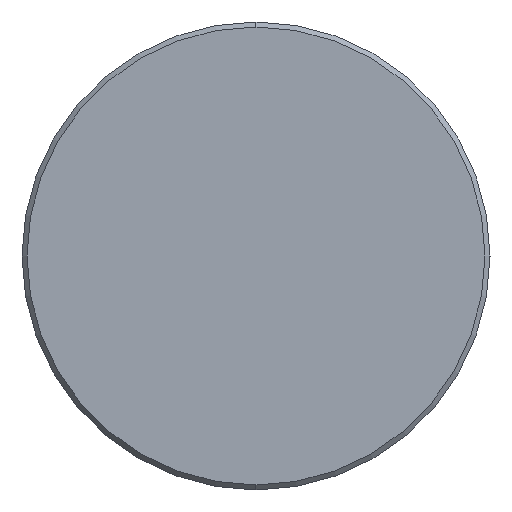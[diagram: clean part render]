
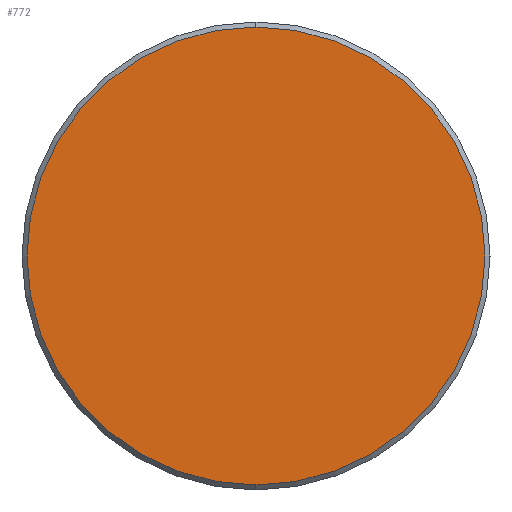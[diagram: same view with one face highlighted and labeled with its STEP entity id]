
A CAD part, left-side view. The second image highlights one B-rep face of the part: STEP entity #772.
In plain terms, the highlighted planar face has unit normal (-1, 0, 0).
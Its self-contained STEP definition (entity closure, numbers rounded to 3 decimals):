
#6 = DIRECTION ( 'NONE',  ( 0., 0., -1. ) ) ;
#117 = CARTESIAN_POINT ( 'NONE',  ( 0., 0., 13.7 ) ) ;
#146 = ORIENTED_EDGE ( 'NONE', *, *, #239, .T. ) ;
#185 = EDGE_LOOP ( 'NONE', ( #146, #491 ) ) ;
#191 = CARTESIAN_POINT ( 'NONE',  ( 0., 0., -13.7 ) ) ;
#230 = DIRECTION ( 'NONE',  ( 0., 0., 1. ) ) ;
#235 = FACE_OUTER_BOUND ( 'NONE', #185, .T. ) ;
#239 = EDGE_CURVE ( 'NONE', #787, #498, #347, .T. ) ;
#284 = CARTESIAN_POINT ( 'NONE',  ( 0., 0., 0. ) ) ;
#308 = DIRECTION ( 'NONE',  ( 1., 0., 0. ) ) ;
#332 = AXIS2_PLACEMENT_3D ( 'NONE', #379, #308, #6 ) ;
#347 = CIRCLE ( 'NONE', #762, 13.7 ) ;
#353 = AXIS2_PLACEMENT_3D ( 'NONE', #373, #489, #557 ) ;
#373 = CARTESIAN_POINT ( 'NONE',  ( 0., 0., 0. ) ) ;
#379 = CARTESIAN_POINT ( 'NONE',  ( 0., 0., 0. ) ) ;
#489 = DIRECTION ( 'NONE',  ( -1., 0., 0. ) ) ;
#491 = ORIENTED_EDGE ( 'NONE', *, *, #536, .T. ) ;
#498 = VERTEX_POINT ( 'NONE', #117 ) ;
#536 = EDGE_CURVE ( 'NONE', #498, #787, #661, .T. ) ;
#557 = DIRECTION ( 'NONE',  ( 0., 0., 1. ) ) ;
#606 = DIRECTION ( 'NONE',  ( -1., 0., 0. ) ) ;
#661 = CIRCLE ( 'NONE', #353, 13.7 ) ;
#760 = PLANE ( 'NONE',  #332 ) ;
#762 = AXIS2_PLACEMENT_3D ( 'NONE', #284, #606, #230 ) ;
#772 = ADVANCED_FACE ( 'NONE', ( #235 ), #760, .F. ) ;
#787 = VERTEX_POINT ( 'NONE', #191 ) ;
